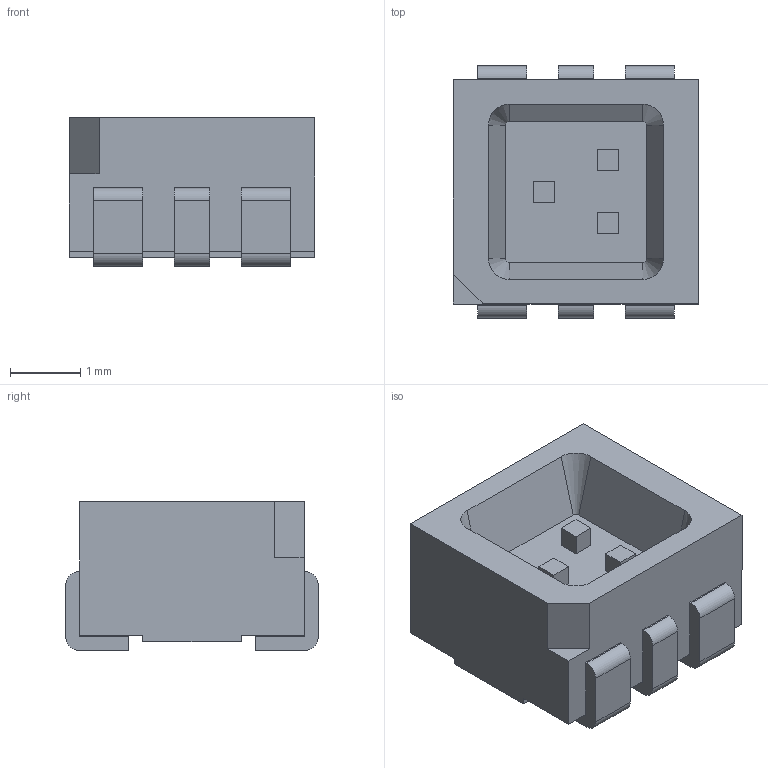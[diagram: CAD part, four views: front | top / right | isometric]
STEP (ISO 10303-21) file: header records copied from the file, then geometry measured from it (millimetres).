
FILE_DESCRIPTION (( 'STEP AP214' ), '1' );
FILE_NAME ('User Library-Led RGB SMD PLCC6.STEP', '2010-10-20T22:41:51', ( 'sysAdmin' ), ( 'SolidWorks' ), 'SwSTEP 2.0', 'SolidWorks 2010', '' );
FILE_SCHEMA (( 'AUTOMOTIVE_DESIGN' ));
Length unit declared in the file: millimetre
Products named in the file (1): User Library-Led RGB SMD PLCC6
Bounding box: 3.5 x 3.6 x 2.12 mm (x, y, z)
Volume: 18.6 mm3; surface area: 67.8 mm2
Topology: 1 solids, 1 shells, 96 faces, 258 edges, 168 vertices
Faces by surface type: plane 80, cylinder 12, cone 4
Entity records: 4048 total; most frequent: CARTESIAN_POINT 523, ORIENTED_EDGE 516, DIRECTION 484, EDGE_CURVE 258, VECTOR 226, LINE 226, VERTEX_POINT 168, AXIS2_PLACEMENT_3D 129
